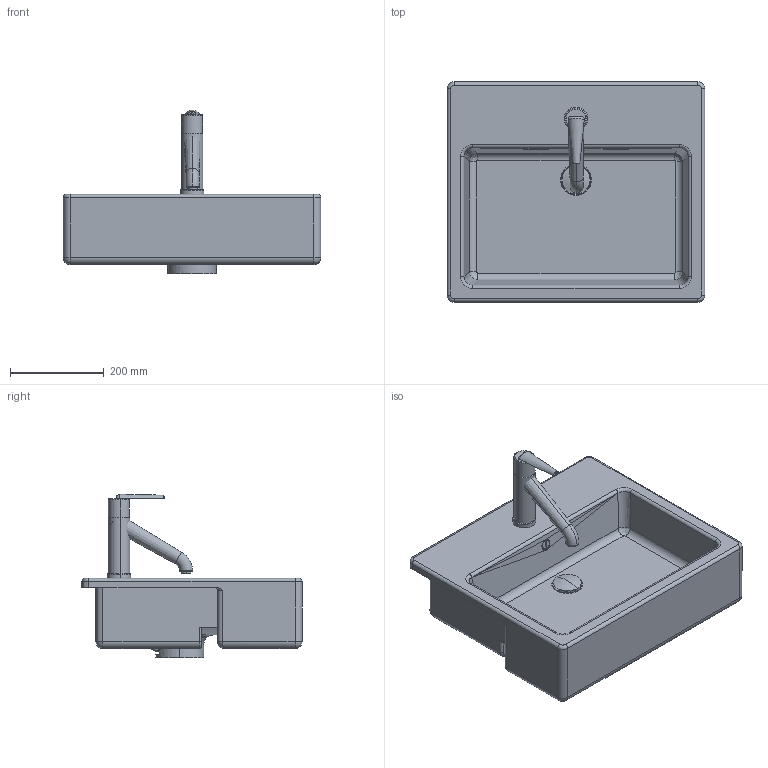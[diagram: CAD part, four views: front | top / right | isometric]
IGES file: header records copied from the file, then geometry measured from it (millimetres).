
Global section: file name: No Iges File Name specified; native system: AutoDesk Inventor R12.0; preprocessor: AutoDesk Inventor Iges Exporter R12.0; author: No Author specified; organization: No Organization specified; date: 20090121.120820; units: millimetre
Bounding box: 550 x 470 x 348.84 mm (x, y, z)
Volume: 15800925.5 mm3; surface area: 1152754.4 mm2
Topology: 7 solids, 7 shells, 237 faces, 564 edges, 336 vertices
Faces by surface type: plane 64, cylinder 63, bspline 38, revolution 36, torus 26, cone 6, sphere 4
